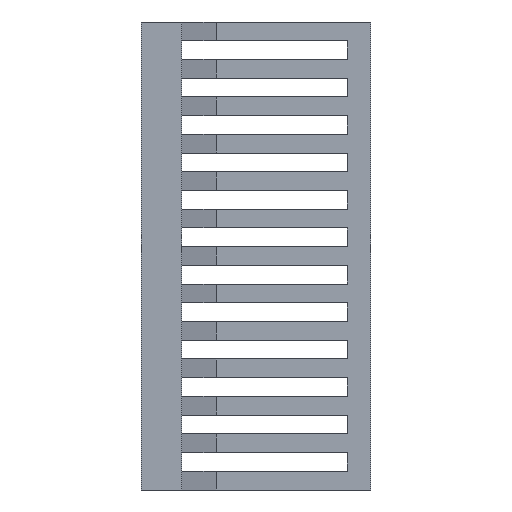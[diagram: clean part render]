
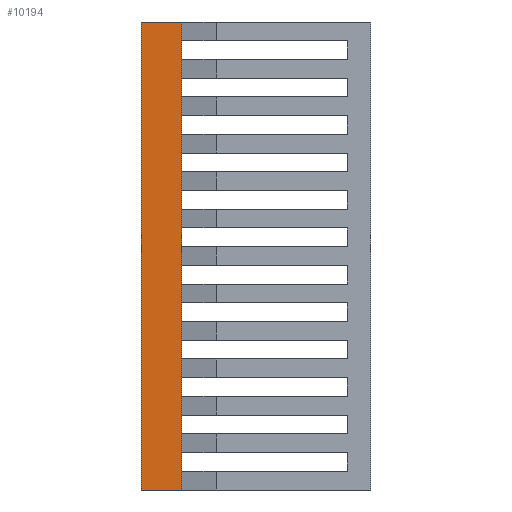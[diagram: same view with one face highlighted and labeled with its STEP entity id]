
A CAD part, left-side view. The second image highlights one B-rep face of the part: STEP entity #10194.
In plain terms, the highlighted planar face has unit normal (-1, 0, 0).
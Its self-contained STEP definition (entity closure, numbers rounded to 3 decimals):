
#9950=DIRECTION('',(0.,1.,0.));
#9951=VECTOR('',#9950,8.592);
#9952=CARTESIAN_POINT('',(-37.,-8.592,50.));
#9953=LINE('',#9952,#9951);
#9978=DIRECTION('',(0.,1.,0.));
#9979=VECTOR('',#9978,8.592);
#9980=CARTESIAN_POINT('',(-37.,-8.592,-50.));
#9981=LINE('',#9980,#9979);
#9982=DIRECTION('',(0.,0.,1.));
#9983=VECTOR('',#9982,100.);
#9984=CARTESIAN_POINT('',(-37.,0.,-50.));
#9985=LINE('',#9984,#9983);
#9990=DIRECTION('',(0.,0.,1.));
#9991=VECTOR('',#9990,100.);
#9992=CARTESIAN_POINT('',(-37.,-8.592,-50.));
#9993=LINE('',#9992,#9991);
#10062=CARTESIAN_POINT('',(-37.,0.,-50.));
#10063=CARTESIAN_POINT('',(-37.,0.,50.));
#10064=VERTEX_POINT('',#10062);
#10065=VERTEX_POINT('',#10063);
#10078=CARTESIAN_POINT('',(-37.,-8.592,-50.));
#10079=CARTESIAN_POINT('',(-37.,-8.592,50.));
#10080=VERTEX_POINT('',#10078);
#10081=VERTEX_POINT('',#10079);
#10182=CARTESIAN_POINT('',(-37.,-3.,-50.));
#10183=DIRECTION('',(-1.,0.,0.));
#10184=DIRECTION('',(0.,-1.,0.));
#10185=AXIS2_PLACEMENT_3D('',#10182,#10183,#10184);
#10186=PLANE('',#10185);
#10187=ORIENTED_EDGE('',*,*,#10149,.F.);
#10189=ORIENTED_EDGE('',*,*,#10188,.F.);
#10190=ORIENTED_EDGE('',*,*,#10097,.T.);
#10191=ORIENTED_EDGE('',*,*,#10177,.T.);
#10192=EDGE_LOOP('',(#10187,#10189,#10190,#10191));
#10193=FACE_OUTER_BOUND('',#10192,.F.);
#10097=EDGE_CURVE('',#10080,#10064,#9981,.T.);
#10149=EDGE_CURVE('',#10081,#10065,#9953,.T.);
#10177=EDGE_CURVE('',#10064,#10065,#9985,.T.);
#10188=EDGE_CURVE('',#10080,#10081,#9993,.T.);
#10194=ADVANCED_FACE('',(#10193),#10186,.T.);
